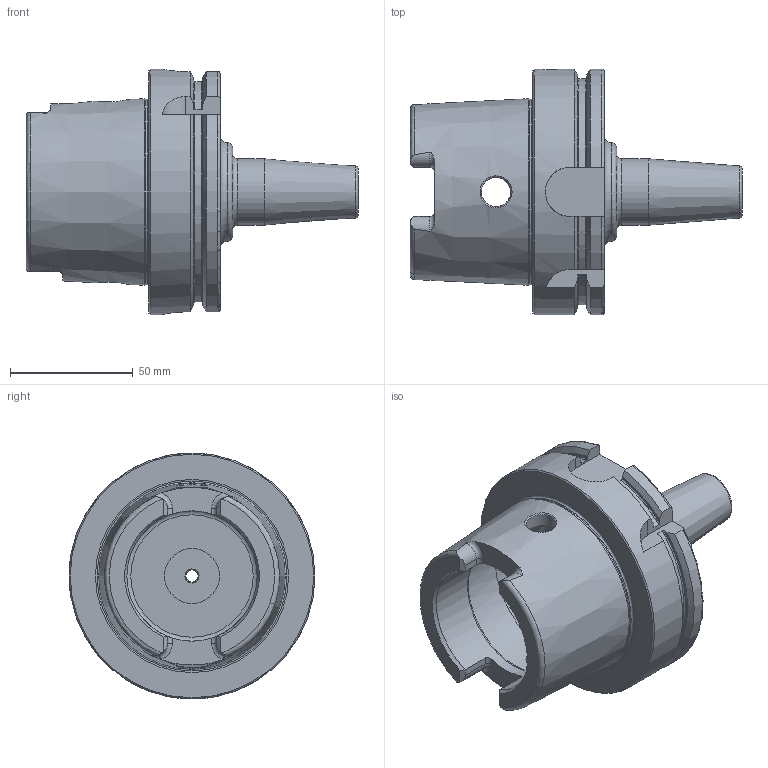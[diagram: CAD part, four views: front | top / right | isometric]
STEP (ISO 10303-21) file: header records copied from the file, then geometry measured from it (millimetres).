
FILE_DESCRIPTION(/* description */ (''),/* implementation_level */ '2;1');
FILE_NAME(/* name */ 'VR113JR-HSK100A-SFH8CR-85.stp',/* time_stamp */ '2024-02-06T15:19:57+09:00',/* author */ ('SSKT'),/* organization */ (''),/* preprocessor_version */ 'ST-DEVELOPER v19.2',/* originating_system */ 'Autodesk Inventor 2024',/* authorisation */ '');
FILE_SCHEMA (('AUTOMOTIVE_DESIGN { 1 0 10303 214 3 1 1 }'));
Length unit declared in the file: millimetre
Products named in the file (1): LO-HSK100A-SFH8CR-85
Bounding box: 135 x 100 x 100 mm (x, y, z)
Volume: 282688.9 mm3; surface area: 55471.1 mm2
Topology: 1 solids, 1 shells, 122 faces, 324 edges, 210 vertices
Faces by surface type: plane 39, cylinder 36, torus 28, cone 17, bspline 2
Full cylindrical faces by diameter (mm): 2.459 x2, 4.917 x1, 8 x1, 9.2 x1, 10 x1, 12 x2, 22.376 x1, 25 x1, 27 x1, 53 x2, 63 x1, 75.415 x1, 100 x1
Entity records: 4599 total; most frequent: CARTESIAN_POINT 1533, ORIENTED_EDGE 644, DIRECTION 644, EDGE_CURVE 322, AXIS2_PLACEMENT_3D 269, VERTEX_POINT 210, CIRCLE 138, EDGE_LOOP 136
